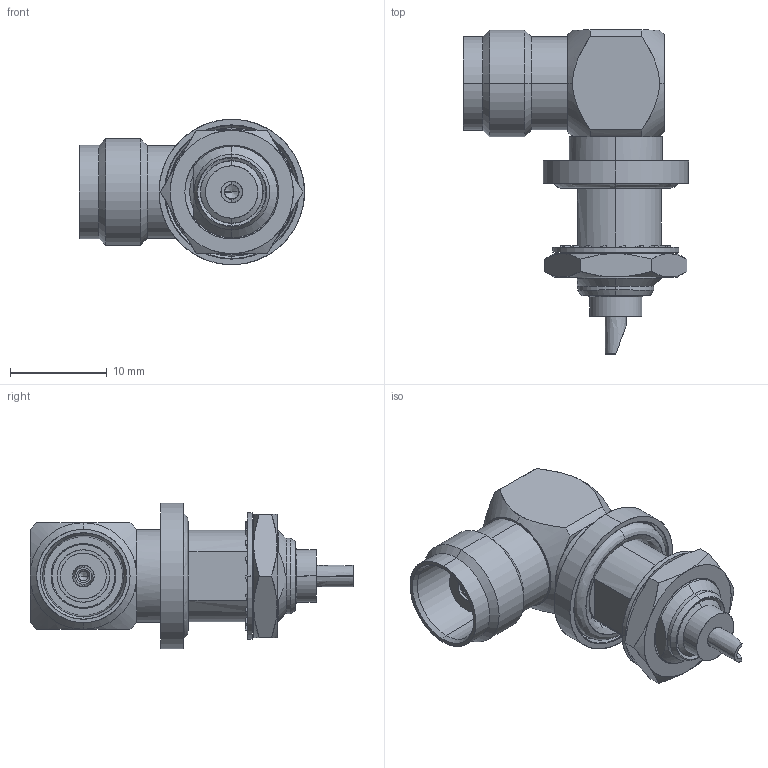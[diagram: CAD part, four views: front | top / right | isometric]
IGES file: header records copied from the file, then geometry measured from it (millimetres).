
Start section: SolidWorks IGES file using analytic representation for surfaces
Global section: file name: r143680000IGES.IGS; native system: SolidWorks 2006 by SolidWorks Corporation; preprocessor: SolidWorks 2006 by SolidWorks Corporation; author: amy_l; date: 080402.133256; units: millimetre
Bounding box: 23.2 x 33.4 x 15 mm (x, y, z)
Surface area: 2799.2 mm2 (no closed solid volume)
Topology: 0 solids, 0 shells, 380 faces, 3898 edges, 3894 vertices
Faces by surface type: revolution 245, bspline 135
